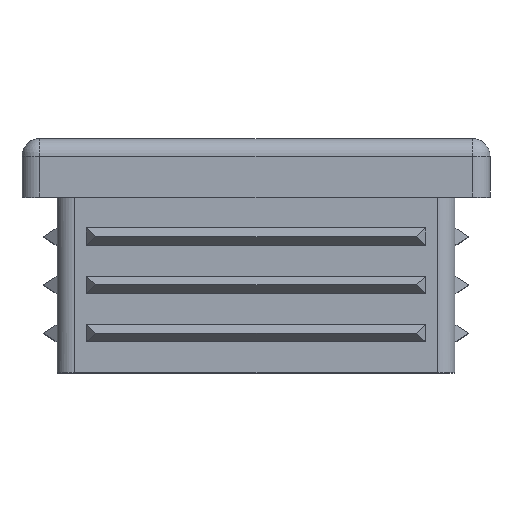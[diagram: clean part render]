
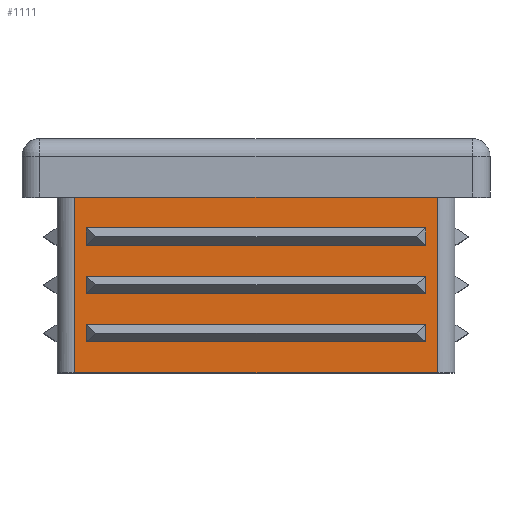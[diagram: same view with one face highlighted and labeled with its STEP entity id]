
A CAD part, top view. The second image highlights one B-rep face of the part: STEP entity #1111.
In plain terms, the highlighted planar face has unit normal (0, 0, 1).
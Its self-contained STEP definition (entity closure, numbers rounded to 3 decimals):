
#9 = VERTEX_POINT ( 'NONE', #2512 ) ;
#28 = VECTOR ( 'NONE', #1329, 1000. ) ;
#63 = LINE ( 'NONE', #1227, #2884 ) ;
#88 = ORIENTED_EDGE ( 'NONE', *, *, #984, .T. ) ;
#124 = ORIENTED_EDGE ( 'NONE', *, *, #494, .F. ) ;
#133 = VERTEX_POINT ( 'NONE', #933 ) ;
#209 = VERTEX_POINT ( 'NONE', #1668 ) ;
#255 = VERTEX_POINT ( 'NONE', #1682 ) ;
#266 = LINE ( 'NONE', #1205, #574 ) ;
#325 = CARTESIAN_POINT ( 'NONE',  ( -14.5, -17.962, 17. ) ) ;
#328 = DIRECTION ( 'NONE',  ( -1., 0., 0. ) ) ;
#344 = EDGE_CURVE ( 'NONE', #1082, #2678, #759, .T. ) ;
#353 = EDGE_CURVE ( 'NONE', #2678, #2116, #1928, .T. ) ;
#355 = ORIENTED_EDGE ( 'NONE', *, *, #1750, .F. ) ;
#384 = DIRECTION ( 'NONE',  ( -1., 0., 0. ) ) ;
#391 = CARTESIAN_POINT ( 'NONE',  ( 21.35, 6.75, 17. ) ) ;
#473 = VECTOR ( 'NONE', #1408, 1000. ) ;
#477 = VERTEX_POINT ( 'NONE', #1598 ) ;
#493 = ORIENTED_EDGE ( 'NONE', *, *, #803, .T. ) ;
#494 = EDGE_CURVE ( 'NONE', #633, #2962, #1110, .T. ) ;
#496 = CARTESIAN_POINT ( 'NONE',  ( -14.5, 4.125, 17. ) ) ;
#508 = CARTESIAN_POINT ( 'NONE',  ( 15.5, 0., 17. ) ) ;
#525 = ORIENTED_EDGE ( 'NONE', *, *, #2569, .T. ) ;
#558 = CARTESIAN_POINT ( 'NONE',  ( -15.5, 0., 17. ) ) ;
#574 = VECTOR ( 'NONE', #2141, 1000. ) ;
#577 = DIRECTION ( 'NONE',  ( 0., 1., 0. ) ) ;
#583 = FACE_BOUND ( 'NONE', #2710, .T. ) ;
#612 = VERTEX_POINT ( 'NONE', #2165 ) ;
#616 = VECTOR ( 'NONE', #577, 1000. ) ;
#621 = ORIENTED_EDGE ( 'NONE', *, *, #1861, .F. ) ;
#631 = CARTESIAN_POINT ( 'NONE',  ( -15.5, 15., 17. ) ) ;
#632 = LINE ( 'NONE', #2248, #2485 ) ;
#633 = VERTEX_POINT ( 'NONE', #1444 ) ;
#651 = VERTEX_POINT ( 'NONE', #508 ) ;
#704 = DIRECTION ( 'NONE',  ( 0., 1., 0. ) ) ;
#709 = VECTOR ( 'NONE', #845, 1000. ) ;
#737 = CARTESIAN_POINT ( 'NONE',  ( -14.5, 6.75, 17. ) ) ;
#759 = LINE ( 'NONE', #2662, #2081 ) ;
#803 = EDGE_CURVE ( 'NONE', #133, #2338, #2425, .T. ) ;
#845 = DIRECTION ( 'NONE',  ( 0., -1., 0. ) ) ;
#885 = VERTEX_POINT ( 'NONE', #2517 ) ;
#902 = CARTESIAN_POINT ( 'NONE',  ( 14.5, -17.962, 17. ) ) ;
#911 = CARTESIAN_POINT ( 'NONE',  ( -14.5, -17.962, 17. ) ) ;
#933 = CARTESIAN_POINT ( 'NONE',  ( -14.5, 10.875, 17. ) ) ;
#945 = CARTESIAN_POINT ( 'NONE',  ( -14.5, 12.375, 17. ) ) ;
#984 = EDGE_CURVE ( 'NONE', #651, #1082, #63, .T. ) ;
#989 = CARTESIAN_POINT ( 'NONE',  ( -14.5, -17.962, 17. ) ) ;
#990 = ORIENTED_EDGE ( 'NONE', *, *, #1692, .F. ) ;
#1039 = DIRECTION ( 'NONE',  ( 0., 0., -1. ) ) ;
#1061 = VERTEX_POINT ( 'NONE', #737 ) ;
#1066 = DIRECTION ( 'NONE',  ( -1., 0., 0. ) ) ;
#1070 = FACE_BOUND ( 'NONE', #1622, .T. ) ;
#1082 = VERTEX_POINT ( 'NONE', #1746 ) ;
#1102 = ORIENTED_EDGE ( 'NONE', *, *, #1275, .T. ) ;
#1110 = LINE ( 'NONE', #2756, #1840 ) ;
#1111 = ADVANCED_FACE ( 'NONE', ( #2439, #583, #1070, #1239 ), #1295, .F. ) ;
#1205 = CARTESIAN_POINT ( 'NONE',  ( 21.35, 2.625, 17. ) ) ;
#1227 = CARTESIAN_POINT ( 'NONE',  ( 15.5, 12.375, 17. ) ) ;
#1231 = DIRECTION ( 'NONE',  ( 0., 1., 0. ) ) ;
#1239 = FACE_OUTER_BOUND ( 'NONE', #1521, .T. ) ;
#1255 = DIRECTION ( 'NONE',  ( 0., 1., 0. ) ) ;
#1275 = EDGE_CURVE ( 'NONE', #477, #133, #2305, .T. ) ;
#1295 = PLANE ( 'NONE',  #2224 ) ;
#1329 = DIRECTION ( 'NONE',  ( 0., 1., 0. ) ) ;
#1336 = LINE ( 'NONE', #1569, #616 ) ;
#1346 = VECTOR ( 'NONE', #384, 1000. ) ;
#1356 = DIRECTION ( 'NONE',  ( 0., 1., 0. ) ) ;
#1408 = DIRECTION ( 'NONE',  ( 0., 1., 0. ) ) ;
#1444 = CARTESIAN_POINT ( 'NONE',  ( 14.5, 4.125, 17. ) ) ;
#1447 = LINE ( 'NONE', #2383, #2046 ) ;
#1495 = CARTESIAN_POINT ( 'NONE',  ( -15.5, 12.375, 17. ) ) ;
#1521 = EDGE_LOOP ( 'NONE', ( #2115, #2151, #990, #88 ) ) ;
#1544 = VECTOR ( 'NONE', #1786, 1000. ) ;
#1565 = ORIENTED_EDGE ( 'NONE', *, *, #2483, .F. ) ;
#1569 = CARTESIAN_POINT ( 'NONE',  ( 14.5, -17.962, 17. ) ) ;
#1598 = CARTESIAN_POINT ( 'NONE',  ( 14.5, 10.875, 17. ) ) ;
#1602 = VECTOR ( 'NONE', #1231, 1000. ) ;
#1622 = EDGE_LOOP ( 'NONE', ( #1989, #1102, #493, #1565 ) ) ;
#1668 = CARTESIAN_POINT ( 'NONE',  ( 14.5, 6.75, 17. ) ) ;
#1682 = CARTESIAN_POINT ( 'NONE',  ( 14.5, 2.625, 17. ) ) ;
#1692 = EDGE_CURVE ( 'NONE', #651, #2116, #1745, .T. ) ;
#1696 = VECTOR ( 'NONE', #2682, 1000. ) ;
#1745 = LINE ( 'NONE', #1920, #1696 ) ;
#1746 = CARTESIAN_POINT ( 'NONE',  ( 15.5, 15., 17. ) ) ;
#1750 = EDGE_CURVE ( 'NONE', #209, #885, #2236, .T. ) ;
#1754 = LINE ( 'NONE', #391, #2386 ) ;
#1786 = DIRECTION ( 'NONE',  ( 0., 1., 0. ) ) ;
#1840 = VECTOR ( 'NONE', #3040, 1000. ) ;
#1861 = EDGE_CURVE ( 'NONE', #255, #633, #2100, .T. ) ;
#1884 = ORIENTED_EDGE ( 'NONE', *, *, #2760, .T. ) ;
#1920 = CARTESIAN_POINT ( 'NONE',  ( 21.35, 0., 17. ) ) ;
#1928 = LINE ( 'NONE', #1495, #709 ) ;
#1932 = EDGE_LOOP ( 'NONE', ( #621, #1982, #1884, #124 ) ) ;
#1982 = ORIENTED_EDGE ( 'NONE', *, *, #2143, .T. ) ;
#1989 = ORIENTED_EDGE ( 'NONE', *, *, #2687, .F. ) ;
#2046 = VECTOR ( 'NONE', #328, 1000. ) ;
#2053 = CARTESIAN_POINT ( 'NONE',  ( 21.35, 10.875, 17. ) ) ;
#2081 = VECTOR ( 'NONE', #2954, 1000. ) ;
#2100 = LINE ( 'NONE', #902, #473 ) ;
#2115 = ORIENTED_EDGE ( 'NONE', *, *, #344, .T. ) ;
#2116 = VERTEX_POINT ( 'NONE', #558 ) ;
#2141 = DIRECTION ( 'NONE',  ( -1., 0., 0. ) ) ;
#2143 = EDGE_CURVE ( 'NONE', #255, #612, #266, .T. ) ;
#2147 = ORIENTED_EDGE ( 'NONE', *, *, #2518, .T. ) ;
#2151 = ORIENTED_EDGE ( 'NONE', *, *, #353, .T. ) ;
#2165 = CARTESIAN_POINT ( 'NONE',  ( -14.5, 2.625, 17. ) ) ;
#2185 = EDGE_CURVE ( 'NONE', #885, #2604, #632, .T. ) ;
#2223 = CARTESIAN_POINT ( 'NONE',  ( -14.5, 8.25, 17. ) ) ;
#2224 = AXIS2_PLACEMENT_3D ( 'NONE', #2452, #1039, #1255 ) ;
#2236 = LINE ( 'NONE', #2708, #1544 ) ;
#2248 = CARTESIAN_POINT ( 'NONE',  ( 21.35, 8.25, 17. ) ) ;
#2305 = LINE ( 'NONE', #2053, #1346 ) ;
#2338 = VERTEX_POINT ( 'NONE', #945 ) ;
#2383 = CARTESIAN_POINT ( 'NONE',  ( 21.35, 12.375, 17. ) ) ;
#2386 = VECTOR ( 'NONE', #2458, 1000. ) ;
#2401 = LINE ( 'NONE', #989, #1602 ) ;
#2425 = LINE ( 'NONE', #325, #28 ) ;
#2439 = FACE_BOUND ( 'NONE', #1932, .T. ) ;
#2452 = CARTESIAN_POINT ( 'NONE',  ( 21.35, 12.375, 17. ) ) ;
#2458 = DIRECTION ( 'NONE',  ( -1., 0., 0. ) ) ;
#2483 = EDGE_CURVE ( 'NONE', #9, #2338, #1447, .T. ) ;
#2485 = VECTOR ( 'NONE', #1066, 1000. ) ;
#2512 = CARTESIAN_POINT ( 'NONE',  ( 14.5, 12.375, 17. ) ) ;
#2517 = CARTESIAN_POINT ( 'NONE',  ( 14.5, 8.25, 17. ) ) ;
#2518 = EDGE_CURVE ( 'NONE', #1061, #2604, #2401, .T. ) ;
#2569 = EDGE_CURVE ( 'NONE', #209, #1061, #1754, .T. ) ;
#2604 = VERTEX_POINT ( 'NONE', #2223 ) ;
#2662 = CARTESIAN_POINT ( 'NONE',  ( 21.35, 15., 17. ) ) ;
#2676 = VECTOR ( 'NONE', #1356, 1000. ) ;
#2678 = VERTEX_POINT ( 'NONE', #631 ) ;
#2682 = DIRECTION ( 'NONE',  ( -1., 0., 0. ) ) ;
#2687 = EDGE_CURVE ( 'NONE', #477, #9, #1336, .T. ) ;
#2708 = CARTESIAN_POINT ( 'NONE',  ( 14.5, -17.962, 17. ) ) ;
#2710 = EDGE_LOOP ( 'NONE', ( #355, #525, #2147, #2777 ) ) ;
#2756 = CARTESIAN_POINT ( 'NONE',  ( 21.35, 4.125, 17. ) ) ;
#2760 = EDGE_CURVE ( 'NONE', #612, #2962, #2819, .T. ) ;
#2777 = ORIENTED_EDGE ( 'NONE', *, *, #2185, .F. ) ;
#2819 = LINE ( 'NONE', #911, #2676 ) ;
#2884 = VECTOR ( 'NONE', #704, 1000. ) ;
#2954 = DIRECTION ( 'NONE',  ( -1., 0., 0. ) ) ;
#2962 = VERTEX_POINT ( 'NONE', #496 ) ;
#3040 = DIRECTION ( 'NONE',  ( -1., 0., 0. ) ) ;
